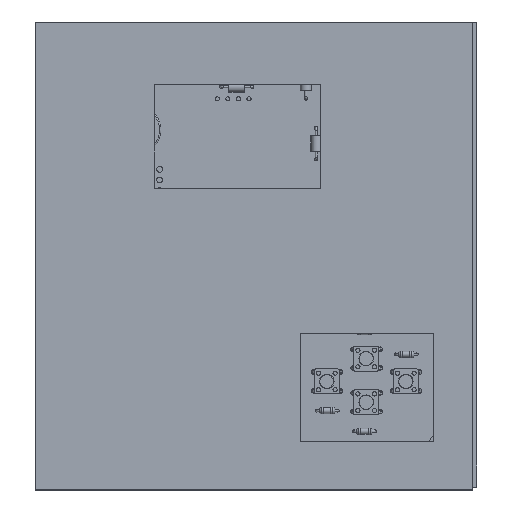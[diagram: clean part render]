
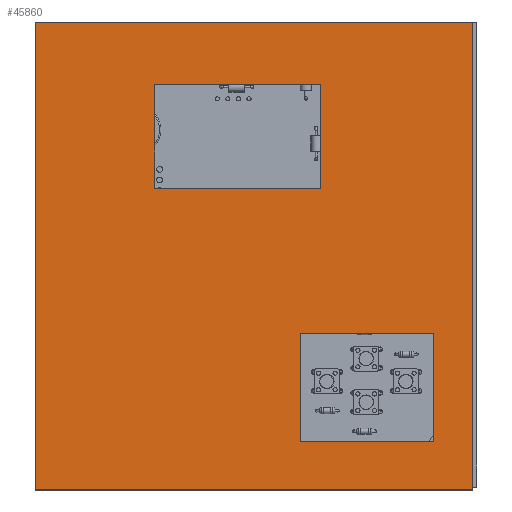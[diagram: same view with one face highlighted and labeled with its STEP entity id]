
A CAD part, top view. The second image highlights one B-rep face of the part: STEP entity #45860.
In plain terms, the highlighted planar face has unit normal (0, 0, 1).
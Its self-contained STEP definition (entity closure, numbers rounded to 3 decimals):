
#904=FACE_BOUND('',#8375,.T.);
#905=FACE_BOUND('',#8376,.T.);
#5312=FACE_OUTER_BOUND('',#8374,.T.);
#8374=EDGE_LOOP('',(#39382,#39383,#39384,#39385));
#8375=EDGE_LOOP('',(#39386,#39387,#39388,#39389));
#8376=EDGE_LOOP('',(#39390,#39391,#39392,#39393));
#13099=LINE('',#74529,#17854);
#13103=LINE('',#74537,#17858);
#13106=LINE('',#74543,#17861);
#13109=LINE('',#74548,#17864);
#13111=LINE('',#74553,#17866);
#13115=LINE('',#74561,#17870);
#13118=LINE('',#74567,#17873);
#13121=LINE('',#74572,#17876);
#13125=LINE('',#74581,#17880);
#13128=LINE('',#74587,#17883);
#13131=LINE('',#74593,#17886);
#13134=LINE('',#74597,#17889);
#17854=VECTOR('',#62186,10.);
#17858=VECTOR('',#62192,10.);
#17861=VECTOR('',#62197,10.);
#17864=VECTOR('',#62202,10.);
#17866=VECTOR('',#62206,10.);
#17870=VECTOR('',#62212,10.);
#17873=VECTOR('',#62217,10.);
#17876=VECTOR('',#62222,10.);
#17880=VECTOR('',#62228,10.);
#17883=VECTOR('',#62233,10.);
#17886=VECTOR('',#62238,10.);
#17889=VECTOR('',#62243,10.);
#21508=VERTEX_POINT('',#74527);
#21509=VERTEX_POINT('',#74528);
#21512=VERTEX_POINT('',#74536);
#21514=VERTEX_POINT('',#74542);
#21516=VERTEX_POINT('',#74551);
#21517=VERTEX_POINT('',#74552);
#21520=VERTEX_POINT('',#74560);
#21522=VERTEX_POINT('',#74566);
#21526=VERTEX_POINT('',#74578);
#21527=VERTEX_POINT('',#74580);
#21529=VERTEX_POINT('',#74586);
#21531=VERTEX_POINT('',#74592);
#27454=EDGE_CURVE('',#21508,#21509,#13099,.T.);
#27458=EDGE_CURVE('',#21512,#21508,#13103,.T.);
#27461=EDGE_CURVE('',#21514,#21512,#13106,.T.);
#27464=EDGE_CURVE('',#21509,#21514,#13109,.T.);
#27466=EDGE_CURVE('',#21516,#21517,#13111,.T.);
#27470=EDGE_CURVE('',#21520,#21516,#13115,.T.);
#27473=EDGE_CURVE('',#21522,#21520,#13118,.T.);
#27476=EDGE_CURVE('',#21517,#21522,#13121,.T.);
#27480=EDGE_CURVE('',#21527,#21526,#13125,.T.);
#27483=EDGE_CURVE('',#21529,#21527,#13128,.T.);
#27486=EDGE_CURVE('',#21531,#21529,#13131,.T.);
#27489=EDGE_CURVE('',#21526,#21531,#13134,.T.);
#39382=ORIENTED_EDGE('',*,*,#27489,.T.);
#39383=ORIENTED_EDGE('',*,*,#27486,.T.);
#39384=ORIENTED_EDGE('',*,*,#27483,.T.);
#39385=ORIENTED_EDGE('',*,*,#27480,.T.);
#39386=ORIENTED_EDGE('',*,*,#27454,.T.);
#39387=ORIENTED_EDGE('',*,*,#27464,.T.);
#39388=ORIENTED_EDGE('',*,*,#27461,.T.);
#39389=ORIENTED_EDGE('',*,*,#27458,.T.);
#39390=ORIENTED_EDGE('',*,*,#27466,.T.);
#39391=ORIENTED_EDGE('',*,*,#27476,.T.);
#39392=ORIENTED_EDGE('',*,*,#27473,.T.);
#39393=ORIENTED_EDGE('',*,*,#27470,.T.);
#41149=PLANE('',#49908);
#45860=ADVANCED_FACE('',(#5312,#904,#905),#41149,.T.);
#49908=AXIS2_PLACEMENT_3D('',#74598,#62244,#62245);
#62186=DIRECTION('',(0.,-1.,0.));
#62192=DIRECTION('',(1.,0.,0.));
#62197=DIRECTION('',(0.,1.,0.));
#62202=DIRECTION('',(-1.,0.,0.));
#62206=DIRECTION('',(0.,-1.,0.));
#62212=DIRECTION('',(1.,0.,0.));
#62217=DIRECTION('',(0.,1.,0.));
#62222=DIRECTION('',(-1.,0.,0.));
#62228=DIRECTION('',(0.,-1.,0.));
#62233=DIRECTION('',(-1.,0.,0.));
#62238=DIRECTION('',(0.,1.,0.));
#62243=DIRECTION('',(1.,0.,0.));
#62244=DIRECTION('center_axis',(0.,0.,1.));
#62245=DIRECTION('ref_axis',(1.,0.,0.));
#74527=CARTESIAN_POINT('',(192.148,-15.,23.));
#74528=CARTESIAN_POINT('',(192.148,-40.785,23.));
#74529=CARTESIAN_POINT('',(192.148,-5.633,23.));
#74536=CARTESIAN_POINT('',(160.,-15.,23.));
#74537=CARTESIAN_POINT('',(154.429,-15.,23.));
#74542=CARTESIAN_POINT('',(160.,-40.785,23.));
#74543=CARTESIAN_POINT('',(160.,-18.525,23.));
#74548=CARTESIAN_POINT('',(170.503,-40.785,23.));
#74551=CARTESIAN_POINT('',(165.,45.,23.));
#74552=CARTESIAN_POINT('',(165.,20.,23.));
#74553=CARTESIAN_POINT('',(165.,24.367,23.));
#74560=CARTESIAN_POINT('',(125.,45.,23.));
#74561=CARTESIAN_POINT('',(136.929,45.,23.));
#74566=CARTESIAN_POINT('',(125.,20.,23.));
#74567=CARTESIAN_POINT('',(125.,11.867,23.));
#74572=CARTESIAN_POINT('',(156.929,20.,23.));
#74578=CARTESIAN_POINT('',(96.3,-52.53,23.));
#74580=CARTESIAN_POINT('',(96.3,60.,23.));
#74581=CARTESIAN_POINT('',(96.3,-52.53,23.));
#74586=CARTESIAN_POINT('',(201.417,60.,23.));
#74587=CARTESIAN_POINT('',(96.3,60.,23.));
#74592=CARTESIAN_POINT('',(201.417,-52.53,23.));
#74593=CARTESIAN_POINT('',(201.417,60.,23.));
#74597=CARTESIAN_POINT('',(201.417,-52.53,23.));
#74598=CARTESIAN_POINT('Origin',(148.859,3.735,23.));
